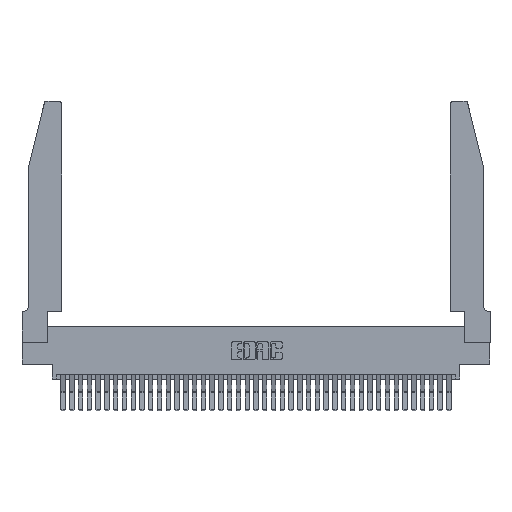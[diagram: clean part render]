
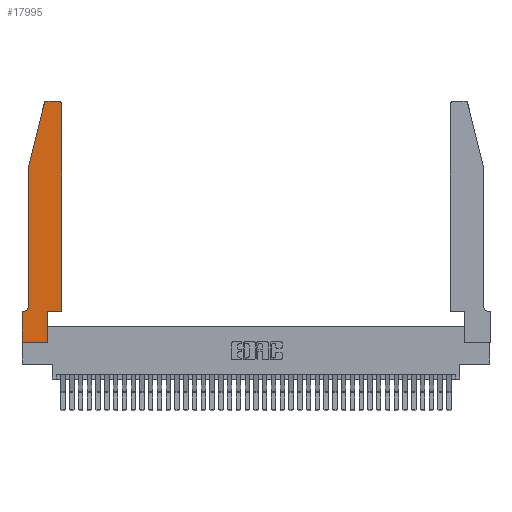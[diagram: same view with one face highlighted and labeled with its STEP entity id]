
A CAD part, top view. The second image highlights one B-rep face of the part: STEP entity #17995.
In plain terms, the highlighted planar face has unit normal (0, 0, 1).
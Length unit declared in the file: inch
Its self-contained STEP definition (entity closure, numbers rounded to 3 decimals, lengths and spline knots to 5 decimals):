
#547 = CARTESIAN_POINT ( 'NONE',  ( 0.0755, 2., 0.37 ) ) ;
#581 = DIRECTION ( 'NONE',  ( -0.239, -0.971, 0. ) ) ;
#1979 = DIRECTION ( 'NONE',  ( -1., 0., 0. ) ) ;
#2238 = CARTESIAN_POINT ( 'NONE',  ( 0.284, 2.72, 0.37 ) ) ;
#2662 = CARTESIAN_POINT ( 'NONE',  ( 0.284, 2.75, 0.37 ) ) ;
#2899 = DIRECTION ( 'NONE',  ( 0., 0., -1. ) ) ;
#3119 = CARTESIAN_POINT ( 'NONE',  ( 0.4505, 0.35, 0.37 ) ) ;
#3134 = DIRECTION ( 'NONE',  ( 1., 0., 0. ) ) ;
#4987 = VERTEX_POINT ( 'NONE', #36116 ) ;
#5607 = VECTOR ( 'NONE', #20899, 39.37008 ) ;
#5844 = CARTESIAN_POINT ( 'NONE',  ( 0.0055, 0.42, 0.37 ) ) ;
#6201 = AXIS2_PLACEMENT_3D ( 'NONE', #2238, #26895, #3134 ) ;
#7090 = LINE ( 'NONE', #16928, #35542 ) ;
#7270 = CARTESIAN_POINT ( 'NONE',  ( 0., 0.35, 0.37 ) ) ;
#7422 = CIRCLE ( 'NONE', #6201, 0.03 ) ;
#8062 = CARTESIAN_POINT ( 'NONE',  ( 0.4205, 2.75, 0.37 ) ) ;
#8647 = ORIENTED_EDGE ( 'NONE', *, *, #30794, .T. ) ;
#8994 = ORIENTED_EDGE ( 'NONE', *, *, #29081, .T. ) ;
#9112 = EDGE_LOOP ( 'NONE', ( #15994, #8994, #15857, #38759, #23808, #8647, #24495, #37960, #23150, #18403, #30581, #11596 ) ) ;
#9186 = VERTEX_POINT ( 'NONE', #28676 ) ;
#9761 = CARTESIAN_POINT ( 'NONE',  ( 0.0755, 2., 0.37 ) ) ;
#9771 = DIRECTION ( 'NONE',  ( 0., -1., 0. ) ) ;
#10479 = DIRECTION ( 'NONE',  ( 0., 1., 0. ) ) ;
#10644 = DIRECTION ( 'NONE',  ( 1., 0., 0. ) ) ;
#11225 = CIRCLE ( 'NONE', #11688, 0.03 ) ;
#11250 = CARTESIAN_POINT ( 'NONE',  ( 0., 0.35, 0.37 ) ) ;
#11382 = VECTOR ( 'NONE', #10479, 39.37008 ) ;
#11596 = ORIENTED_EDGE ( 'NONE', *, *, #15423, .T. ) ;
#11624 = CARTESIAN_POINT ( 'NONE',  ( 0.2865, 0., 0.37 ) ) ;
#11688 = AXIS2_PLACEMENT_3D ( 'NONE', #15953, #19207, #31323 ) ;
#11908 = VERTEX_POINT ( 'NONE', #23023 ) ;
#12550 = LINE ( 'NONE', #547, #21790 ) ;
#12617 = CARTESIAN_POINT ( 'NONE',  ( 0.0755, 0.35, 0.37 ) ) ;
#12730 = CARTESIAN_POINT ( 'NONE',  ( 0.25487, 2.72718, 0.37 ) ) ;
#12914 = CARTESIAN_POINT ( 'NONE',  ( 0., 0., 0.37 ) ) ;
#13052 = FACE_OUTER_BOUND ( 'NONE', #9112, .T. ) ;
#13418 = EDGE_CURVE ( 'NONE', #26818, #38955, #31609, .T. ) ;
#13720 = EDGE_CURVE ( 'NONE', #36093, #29349, #20058, .T. ) ;
#14595 = VECTOR ( 'NONE', #581, 39.37008 ) ;
#14664 = CARTESIAN_POINT ( 'NONE',  ( 0.2865, 0.35, 0.37 ) ) ;
#15038 = CARTESIAN_POINT ( 'NONE',  ( 0.4505, 0.35, 0.37 ) ) ;
#15423 = EDGE_CURVE ( 'NONE', #29349, #17043, #11225, .T. ) ;
#15857 = ORIENTED_EDGE ( 'NONE', *, *, #17232, .T. ) ;
#15953 = CARTESIAN_POINT ( 'NONE',  ( 0.4205, 2.72, 0.37 ) ) ;
#15994 = ORIENTED_EDGE ( 'NONE', *, *, #23512, .T. ) ;
#16678 = LINE ( 'NONE', #14664, #5607 ) ;
#16717 = PLANE ( 'NONE',  #27417 ) ;
#16928 = CARTESIAN_POINT ( 'NONE',  ( 0.2605, 2.75, 0.37 ) ) ;
#17043 = VERTEX_POINT ( 'NONE', #8062 ) ;
#17232 = EDGE_CURVE ( 'NONE', #21661, #4987, #30992, .T. ) ;
#17994 = VERTEX_POINT ( 'NONE', #31282 ) ;
#17995 = ADVANCED_FACE ( 'NONE', ( #13052 ), #16717, .T. ) ;
#18403 = ORIENTED_EDGE ( 'NONE', *, *, #39883, .T. ) ;
#18410 = EDGE_CURVE ( 'NONE', #4987, #17994, #12550, .T. ) ;
#18446 = LINE ( 'NONE', #28828, #23776 ) ;
#19207 = DIRECTION ( 'NONE',  ( 0., 0., 1. ) ) ;
#20058 = LINE ( 'NONE', #3119, #11382 ) ;
#20136 = EDGE_CURVE ( 'NONE', #17994, #11908, #31695, .T. ) ;
#20899 = DIRECTION ( 'NONE',  ( 0., 1., 0. ) ) ;
#21661 = VERTEX_POINT ( 'NONE', #12730 ) ;
#21790 = VECTOR ( 'NONE', #34115, 39.37008 ) ;
#22945 = VECTOR ( 'NONE', #24240, 39.37008 ) ;
#23023 = CARTESIAN_POINT ( 'NONE',  ( 0.0055, 0.35, 0.37 ) ) ;
#23150 = ORIENTED_EDGE ( 'NONE', *, *, #39768, .T. ) ;
#23512 = EDGE_CURVE ( 'NONE', #17043, #33119, #7090, .T. ) ;
#23776 = VECTOR ( 'NONE', #34965, 39.37008 ) ;
#23808 = ORIENTED_EDGE ( 'NONE', *, *, #20136, .T. ) ;
#23951 = DIRECTION ( 'NONE',  ( -1., 0., 0. ) ) ;
#24240 = DIRECTION ( 'NONE',  ( 1., 0., 0. ) ) ;
#24495 = ORIENTED_EDGE ( 'NONE', *, *, #13418, .T. ) ;
#24855 = AXIS2_PLACEMENT_3D ( 'NONE', #5844, #2899, #23951 ) ;
#26818 = VERTEX_POINT ( 'NONE', #11250 ) ;
#26895 = DIRECTION ( 'NONE',  ( 0., 0., 1. ) ) ;
#27417 = AXIS2_PLACEMENT_3D ( 'NONE', #7270, #34884, #10644 ) ;
#28676 = CARTESIAN_POINT ( 'NONE',  ( 0.2865, 0.35, 0.37 ) ) ;
#28828 = CARTESIAN_POINT ( 'NONE',  ( 0., 0., 0.37 ) ) ;
#29081 = EDGE_CURVE ( 'NONE', #33119, #21661, #7422, .T. ) ;
#29238 = VECTOR ( 'NONE', #37416, 39.37008 ) ;
#29349 = VERTEX_POINT ( 'NONE', #37338 ) ;
#29712 = LINE ( 'NONE', #15038, #22945 ) ;
#30581 = ORIENTED_EDGE ( 'NONE', *, *, #13720, .T. ) ;
#30669 = LINE ( 'NONE', #12617, #29238 ) ;
#30677 = VECTOR ( 'NONE', #9771, 39.37008 ) ;
#30794 = EDGE_CURVE ( 'NONE', #11908, #26818, #30669, .T. ) ;
#30992 = LINE ( 'NONE', #9761, #14595 ) ;
#31282 = CARTESIAN_POINT ( 'NONE',  ( 0.0755, 0.42, 0.37 ) ) ;
#31323 = DIRECTION ( 'NONE',  ( 1., 0., 0. ) ) ;
#31609 = LINE ( 'NONE', #33246, #30677 ) ;
#31695 = CIRCLE ( 'NONE', #24855, 0.07 ) ;
#32677 = EDGE_CURVE ( 'NONE', #38955, #34096, #18446, .T. ) ;
#33119 = VERTEX_POINT ( 'NONE', #2662 ) ;
#33246 = CARTESIAN_POINT ( 'NONE',  ( 0., 0., 0.37 ) ) ;
#33579 = CARTESIAN_POINT ( 'NONE',  ( 0.4505, 0.35, 0.37 ) ) ;
#34096 = VERTEX_POINT ( 'NONE', #11624 ) ;
#34115 = DIRECTION ( 'NONE',  ( 0., -1., 0. ) ) ;
#34884 = DIRECTION ( 'NONE',  ( 0., 0., 1. ) ) ;
#34965 = DIRECTION ( 'NONE',  ( 1., 0., 0. ) ) ;
#35542 = VECTOR ( 'NONE', #1979, 39.37008 ) ;
#36093 = VERTEX_POINT ( 'NONE', #33579 ) ;
#36116 = CARTESIAN_POINT ( 'NONE',  ( 0.0755, 2., 0.37 ) ) ;
#37338 = CARTESIAN_POINT ( 'NONE',  ( 0.4505, 2.72, 0.37 ) ) ;
#37416 = DIRECTION ( 'NONE',  ( -1., 0., 0. ) ) ;
#37960 = ORIENTED_EDGE ( 'NONE', *, *, #32677, .T. ) ;
#38759 = ORIENTED_EDGE ( 'NONE', *, *, #18410, .T. ) ;
#38955 = VERTEX_POINT ( 'NONE', #12914 ) ;
#39768 = EDGE_CURVE ( 'NONE', #34096, #9186, #16678, .T. ) ;
#39883 = EDGE_CURVE ( 'NONE', #9186, #36093, #29712, .T. ) ;
